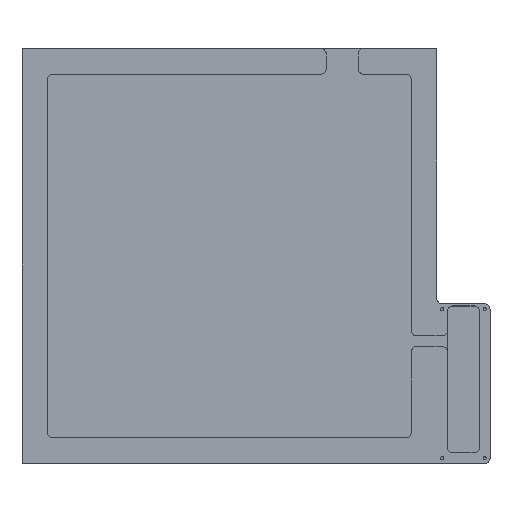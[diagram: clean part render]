
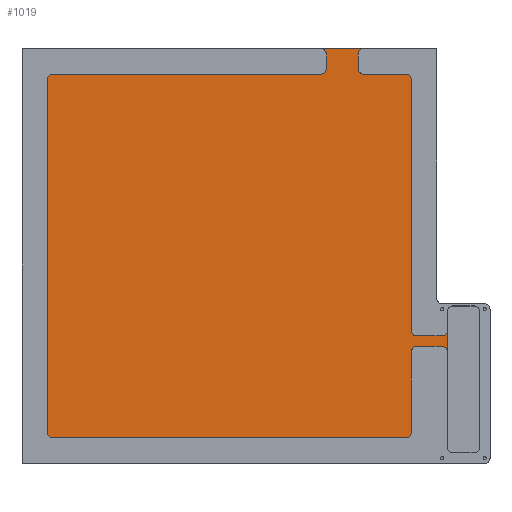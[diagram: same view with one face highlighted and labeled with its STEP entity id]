
A CAD part, top view. The second image highlights one B-rep face of the part: STEP entity #1019.
In plain terms, the highlighted planar face has unit normal (0, 0, 1).
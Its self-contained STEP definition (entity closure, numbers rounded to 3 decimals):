
#33=PLANE('',#1135);
#102=FACE_OUTER_BOUND('',#158,.T.);
#158=EDGE_LOOP('',(#870,#871,#872,#873,#874,#875,#876,#877,#878,#879,#880,
#881,#882,#883,#884,#885,#886,#887,#888,#889,#890,#891,#892,#893));
#212=LINE('',#1627,#306);
#218=LINE('',#1642,#312);
#221=LINE('',#1650,#315);
#224=LINE('',#1659,#318);
#232=LINE('',#1678,#326);
#236=LINE('',#1689,#330);
#239=LINE('',#1697,#333);
#242=LINE('',#1705,#336);
#245=LINE('',#1713,#339);
#246=LINE('',#1715,#340);
#247=LINE('',#1717,#341);
#248=LINE('',#1719,#342);
#306=VECTOR('',#1298,10.);
#312=VECTOR('',#1314,10.);
#315=VECTOR('',#1323,10.);
#318=VECTOR('',#1332,10.);
#326=VECTOR('',#1350,10.);
#330=VECTOR('',#1364,10.);
#333=VECTOR('',#1373,10.);
#336=VECTOR('',#1382,10.);
#339=VECTOR('',#1391,10.);
#340=VECTOR('',#1394,10.);
#341=VECTOR('',#1397,10.);
#342=VECTOR('',#1400,10.);
#387=CIRCLE('',#1082,5.);
#406=CIRCLE('',#1104,5.);
#407=CIRCLE('',#1106,5.);
#408=CIRCLE('',#1109,5.);
#409=CIRCLE('',#1112,5.);
#410=CIRCLE('',#1115,5.);
#411=CIRCLE('',#1117,5.);
#412=CIRCLE('',#1120,5.);
#413=CIRCLE('',#1122,5.);
#414=CIRCLE('',#1125,5.);
#415=CIRCLE('',#1128,5.);
#416=CIRCLE('',#1131,5.);
#449=VERTEX_POINT('',#1540);
#450=VERTEX_POINT('',#1542);
#490=VERTEX_POINT('',#1626);
#491=VERTEX_POINT('',#1630);
#492=VERTEX_POINT('',#1634);
#493=VERTEX_POINT('',#1636);
#494=VERTEX_POINT('',#1640);
#495=VERTEX_POINT('',#1644);
#496=VERTEX_POINT('',#1648);
#497=VERTEX_POINT('',#1652);
#498=VERTEX_POINT('',#1654);
#499=VERTEX_POINT('',#1658);
#502=VERTEX_POINT('',#1667);
#503=VERTEX_POINT('',#1671);
#504=VERTEX_POINT('',#1673);
#505=VERTEX_POINT('',#1677);
#506=VERTEX_POINT('',#1683);
#507=VERTEX_POINT('',#1684);
#508=VERTEX_POINT('',#1691);
#509=VERTEX_POINT('',#1692);
#510=VERTEX_POINT('',#1699);
#511=VERTEX_POINT('',#1701);
#512=VERTEX_POINT('',#1707);
#513=VERTEX_POINT('',#1708);
#559=EDGE_CURVE('',#449,#450,#387,.F.);
#601=EDGE_CURVE('',#450,#490,#212,.T.);
#603=EDGE_CURVE('',#490,#491,#406,.F.);
#606=EDGE_CURVE('',#492,#493,#407,.F.);
#609=EDGE_CURVE('',#494,#492,#218,.T.);
#611=EDGE_CURVE('',#495,#494,#408,.F.);
#613=EDGE_CURVE('',#496,#495,#221,.T.);
#615=EDGE_CURVE('',#497,#498,#409,.F.);
#617=EDGE_CURVE('',#498,#499,#224,.T.);
#622=EDGE_CURVE('',#499,#502,#410,.F.);
#625=EDGE_CURVE('',#503,#504,#411,.F.);
#627=EDGE_CURVE('',#504,#505,#232,.T.);
#629=EDGE_CURVE('',#496,#505,#412,.T.);
#630=EDGE_CURVE('',#506,#507,#413,.T.);
#633=EDGE_CURVE('',#491,#507,#236,.T.);
#634=EDGE_CURVE('',#508,#509,#414,.T.);
#637=EDGE_CURVE('',#506,#509,#239,.T.);
#639=EDGE_CURVE('',#510,#511,#415,.F.);
#641=EDGE_CURVE('',#511,#497,#242,.T.);
#642=EDGE_CURVE('',#512,#513,#416,.T.);
#645=EDGE_CURVE('',#508,#513,#245,.T.);
#646=EDGE_CURVE('',#512,#510,#246,.T.);
#647=EDGE_CURVE('',#502,#503,#247,.T.);
#648=EDGE_CURVE('',#493,#449,#248,.T.);
#870=ORIENTED_EDGE('',*,*,#629,.T.);
#871=ORIENTED_EDGE('',*,*,#627,.F.);
#872=ORIENTED_EDGE('',*,*,#625,.F.);
#873=ORIENTED_EDGE('',*,*,#647,.F.);
#874=ORIENTED_EDGE('',*,*,#622,.F.);
#875=ORIENTED_EDGE('',*,*,#617,.F.);
#876=ORIENTED_EDGE('',*,*,#615,.F.);
#877=ORIENTED_EDGE('',*,*,#641,.F.);
#878=ORIENTED_EDGE('',*,*,#639,.F.);
#879=ORIENTED_EDGE('',*,*,#646,.F.);
#880=ORIENTED_EDGE('',*,*,#642,.T.);
#881=ORIENTED_EDGE('',*,*,#645,.F.);
#882=ORIENTED_EDGE('',*,*,#634,.T.);
#883=ORIENTED_EDGE('',*,*,#637,.F.);
#884=ORIENTED_EDGE('',*,*,#630,.T.);
#885=ORIENTED_EDGE('',*,*,#633,.F.);
#886=ORIENTED_EDGE('',*,*,#603,.F.);
#887=ORIENTED_EDGE('',*,*,#601,.F.);
#888=ORIENTED_EDGE('',*,*,#559,.F.);
#889=ORIENTED_EDGE('',*,*,#648,.F.);
#890=ORIENTED_EDGE('',*,*,#606,.F.);
#891=ORIENTED_EDGE('',*,*,#609,.F.);
#892=ORIENTED_EDGE('',*,*,#611,.F.);
#893=ORIENTED_EDGE('',*,*,#613,.F.);
#1019=ADVANCED_FACE('',(#102),#33,.F.);
#1082=AXIS2_PLACEMENT_3D('',#1543,#1233,#1234);
#1104=AXIS2_PLACEMENT_3D('',#1631,#1302,#1303);
#1106=AXIS2_PLACEMENT_3D('',#1637,#1308,#1309);
#1109=AXIS2_PLACEMENT_3D('',#1646,#1318,#1319);
#1112=AXIS2_PLACEMENT_3D('',#1655,#1327,#1328);
#1115=AXIS2_PLACEMENT_3D('',#1668,#1339,#1340);
#1117=AXIS2_PLACEMENT_3D('',#1674,#1345,#1346);
#1120=AXIS2_PLACEMENT_3D('',#1681,#1354,#1355);
#1122=AXIS2_PLACEMENT_3D('',#1685,#1358,#1359);
#1125=AXIS2_PLACEMENT_3D('',#1693,#1367,#1368);
#1128=AXIS2_PLACEMENT_3D('',#1702,#1377,#1378);
#1131=AXIS2_PLACEMENT_3D('',#1709,#1385,#1386);
#1135=AXIS2_PLACEMENT_3D('',#1718,#1398,#1399);
#1233=DIRECTION('center_axis',(0.,0.,-1.));
#1234=DIRECTION('ref_axis',(0.707,0.707,0.));
#1298=DIRECTION('',(-1.,0.,0.));
#1302=DIRECTION('center_axis',(0.,0.,-1.));
#1303=DIRECTION('ref_axis',(-0.707,0.707,0.));
#1308=DIRECTION('center_axis',(0.,0.,-1.));
#1309=DIRECTION('ref_axis',(0.707,-0.707,0.));
#1314=DIRECTION('',(1.,0.,0.));
#1318=DIRECTION('center_axis',(0.,0.,-1.));
#1319=DIRECTION('ref_axis',(-0.707,-0.707,0.));
#1323=DIRECTION('',(0.,-1.,0.));
#1327=DIRECTION('center_axis',(0.,0.,-1.));
#1328=DIRECTION('ref_axis',(0.707,0.707,0.));
#1332=DIRECTION('',(1.,0.,0.));
#1339=DIRECTION('center_axis',(0.,0.,-1.));
#1340=DIRECTION('ref_axis',(-0.707,0.707,0.));
#1345=DIRECTION('center_axis',(0.,0.,-1.));
#1346=DIRECTION('ref_axis',(-0.707,-0.707,0.));
#1350=DIRECTION('',(1.,0.,0.));
#1354=DIRECTION('center_axis',(0.,0.,1.));
#1355=DIRECTION('ref_axis',(0.707,0.707,0.));
#1358=DIRECTION('center_axis',(0.,0.,1.));
#1359=DIRECTION('ref_axis',(0.707,-0.707,0.));
#1364=DIRECTION('',(0.,-1.,0.));
#1367=DIRECTION('center_axis',(0.,0.,1.));
#1368=DIRECTION('ref_axis',(-0.707,-0.707,0.));
#1373=DIRECTION('',(-1.,0.,0.));
#1377=DIRECTION('center_axis',(0.,0.,-1.));
#1378=DIRECTION('ref_axis',(0.707,-0.707,0.));
#1382=DIRECTION('',(0.,1.,0.));
#1385=DIRECTION('center_axis',(0.,0.,1.));
#1386=DIRECTION('ref_axis',(-0.707,0.707,0.));
#1391=DIRECTION('',(0.,1.,0.));
#1394=DIRECTION('',(1.,0.,0.));
#1397=DIRECTION('',(0.,-1.,0.));
#1398=DIRECTION('center_axis',(0.,0.,-1.));
#1399=DIRECTION('ref_axis',(-1.,0.,0.));
#1400=DIRECTION('',(0.,-1.,0.));
#1540=CARTESIAN_POINT('',(400.,105.,8.));
#1542=CARTESIAN_POINT('',(395.,110.,8.));
#1543=CARTESIAN_POINT('Origin',(395.,105.,8.));
#1626=CARTESIAN_POINT('',(371.,110.,8.));
#1627=CARTESIAN_POINT('',(400.,110.,8.));
#1630=CARTESIAN_POINT('',(366.,105.,8.));
#1631=CARTESIAN_POINT('Origin',(371.,105.,8.));
#1634=CARTESIAN_POINT('',(395.,120.,8.));
#1636=CARTESIAN_POINT('',(400.,125.,8.));
#1637=CARTESIAN_POINT('Origin',(395.,125.,8.));
#1640=CARTESIAN_POINT('',(371.,120.,8.));
#1642=CARTESIAN_POINT('',(366.,120.,8.));
#1644=CARTESIAN_POINT('',(366.,125.,8.));
#1646=CARTESIAN_POINT('Origin',(371.,125.,8.));
#1648=CARTESIAN_POINT('',(366.,361.,8.));
#1650=CARTESIAN_POINT('',(366.,366.,8.));
#1652=CARTESIAN_POINT('',(286.,385.,8.));
#1654=CARTESIAN_POINT('',(281.,390.,8.));
#1655=CARTESIAN_POINT('Origin',(281.,385.,8.));
#1658=CARTESIAN_POINT('',(321.,390.,8.));
#1659=CARTESIAN_POINT('',(301.,390.,8.));
#1667=CARTESIAN_POINT('',(316.,385.,8.));
#1668=CARTESIAN_POINT('Origin',(321.,385.,8.));
#1671=CARTESIAN_POINT('',(316.,371.,8.));
#1673=CARTESIAN_POINT('',(321.,366.,8.));
#1674=CARTESIAN_POINT('Origin',(321.,371.,8.));
#1677=CARTESIAN_POINT('',(361.,366.,8.));
#1678=CARTESIAN_POINT('',(24.,366.,8.));
#1681=CARTESIAN_POINT('Origin',(361.,361.,8.));
#1683=CARTESIAN_POINT('',(361.,24.,8.));
#1684=CARTESIAN_POINT('',(366.,29.,8.));
#1685=CARTESIAN_POINT('Origin',(361.,29.,8.));
#1689=CARTESIAN_POINT('',(366.,366.,8.));
#1691=CARTESIAN_POINT('',(24.,29.,8.));
#1692=CARTESIAN_POINT('',(29.,24.,8.));
#1693=CARTESIAN_POINT('Origin',(29.,29.,8.));
#1697=CARTESIAN_POINT('',(366.,24.,8.));
#1699=CARTESIAN_POINT('',(281.,366.,8.));
#1701=CARTESIAN_POINT('',(286.,371.,8.));
#1702=CARTESIAN_POINT('Origin',(281.,371.,8.));
#1705=CARTESIAN_POINT('',(286.,390.,8.));
#1707=CARTESIAN_POINT('',(29.,366.,8.));
#1708=CARTESIAN_POINT('',(24.,361.,8.));
#1709=CARTESIAN_POINT('Origin',(29.,361.,8.));
#1713=CARTESIAN_POINT('',(24.,24.,8.));
#1715=CARTESIAN_POINT('',(24.,366.,8.));
#1717=CARTESIAN_POINT('',(316.,366.,8.));
#1718=CARTESIAN_POINT('Origin',(212.,207.,8.));
#1719=CARTESIAN_POINT('',(400.,108.5,8.));
